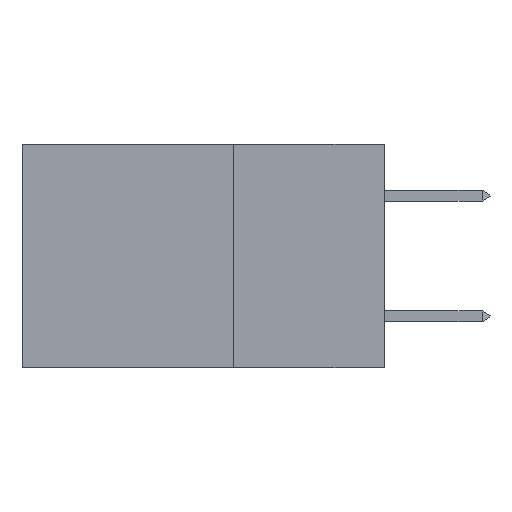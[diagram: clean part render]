
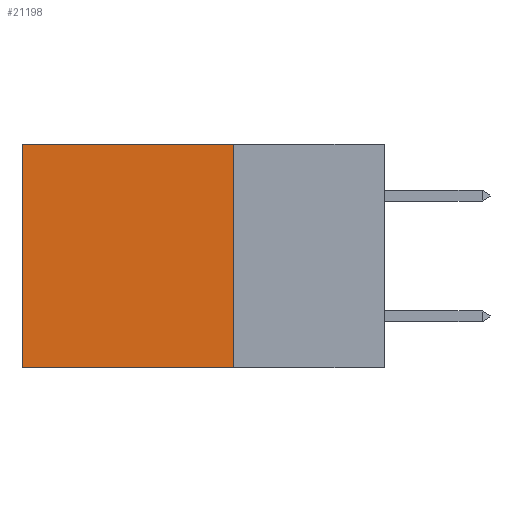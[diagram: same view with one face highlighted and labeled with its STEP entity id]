
A CAD part, left-side view. The second image highlights one B-rep face of the part: STEP entity #21198.
In plain terms, the highlighted planar face has unit normal (-1, 0, 0).
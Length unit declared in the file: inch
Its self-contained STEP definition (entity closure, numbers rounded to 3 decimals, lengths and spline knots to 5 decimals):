
#554 = EDGE_CURVE ( 'NONE', #20755, #9380, #15245, .T. ) ;
#1750 = DIRECTION ( 'NONE',  ( 0., 0., -1. ) ) ;
#3442 = AXIS2_PLACEMENT_3D ( 'NONE', #6958, #30461, #4209 ) ;
#4209 = DIRECTION ( 'NONE',  ( 0., 0., -1. ) ) ;
#4917 = CARTESIAN_POINT ( 'NONE',  ( 0.2875, 0.25, 0. ) ) ;
#6005 = CARTESIAN_POINT ( 'NONE',  ( 0.2875, 0.25, -0.37 ) ) ;
#6958 = CARTESIAN_POINT ( 'NONE',  ( 0.2875, 0.25, 0. ) ) ;
#7475 = DIRECTION ( 'NONE',  ( 0., 0., -1. ) ) ;
#8166 = LINE ( 'NONE', #14007, #28828 ) ;
#9380 = VERTEX_POINT ( 'NONE', #20912 ) ;
#9569 = LINE ( 'NONE', #20078, #33612 ) ;
#9622 = VECTOR ( 'NONE', #1750, 39.37008 ) ;
#12059 = ORIENTED_EDGE ( 'NONE', *, *, #23027, .T. ) ;
#14002 = VECTOR ( 'NONE', #33777, 39.37008 ) ;
#14007 = CARTESIAN_POINT ( 'NONE',  ( 0.2875, 0.25, -0.37 ) ) ;
#14262 = ORIENTED_EDGE ( 'NONE', *, *, #21558, .F. ) ;
#15245 = LINE ( 'NONE', #4917, #14002 ) ;
#16727 = CARTESIAN_POINT ( 'NONE',  ( 0.2875, 0.25, 0. ) ) ;
#19155 = CARTESIAN_POINT ( 'NONE',  ( 0.2875, 0.6, -0.37 ) ) ;
#19398 = PLANE ( 'NONE',  #3442 ) ;
#20078 = CARTESIAN_POINT ( 'NONE',  ( 0.2875, 0.25, 0. ) ) ;
#20755 = VERTEX_POINT ( 'NONE', #16727 ) ;
#20912 = CARTESIAN_POINT ( 'NONE',  ( 0.2875, 0.6, 0. ) ) ;
#21198 = ADVANCED_FACE ( 'NONE', ( #29957 ), #19398, .F. ) ;
#21558 = EDGE_CURVE ( 'NONE', #30029, #23317, #8166, .T. ) ;
#22046 = ORIENTED_EDGE ( 'NONE', *, *, #554, .T. ) ;
#22654 = LINE ( 'NONE', #25413, #9622 ) ;
#23027 = EDGE_CURVE ( 'NONE', #9380, #23317, #22654, .T. ) ;
#23317 = VERTEX_POINT ( 'NONE', #19155 ) ;
#24312 = EDGE_LOOP ( 'NONE', ( #12059, #14262, #32008, #22046 ) ) ;
#25413 = CARTESIAN_POINT ( 'NONE',  ( 0.2875, 0.6, 0. ) ) ;
#28828 = VECTOR ( 'NONE', #30591, 39.37008 ) ;
#28922 = EDGE_CURVE ( 'NONE', #20755, #30029, #9569, .T. ) ;
#29957 = FACE_OUTER_BOUND ( 'NONE', #24312, .T. ) ;
#30029 = VERTEX_POINT ( 'NONE', #6005 ) ;
#30461 = DIRECTION ( 'NONE',  ( 1., 0., 0. ) ) ;
#30591 = DIRECTION ( 'NONE',  ( 0., 1., 0. ) ) ;
#32008 = ORIENTED_EDGE ( 'NONE', *, *, #28922, .F. ) ;
#33612 = VECTOR ( 'NONE', #7475, 39.37008 ) ;
#33777 = DIRECTION ( 'NONE',  ( 0., 1., 0. ) ) ;
